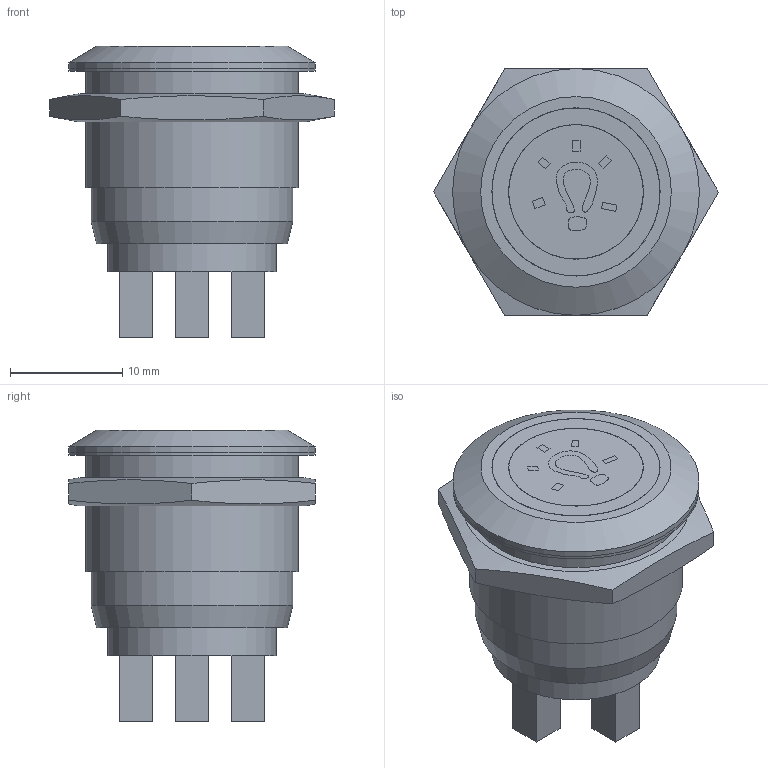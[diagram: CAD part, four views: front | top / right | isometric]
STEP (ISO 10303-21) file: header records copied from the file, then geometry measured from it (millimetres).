
FILE_DESCRIPTION(/* description */ ('Alibre Inc.'),/* implementation_level */ '2;1');
FILE_NAME(/* name */ 'export-70A9DDE0-6752-47DF-BA1E-CEE8393AFC93',/* time_stamp */ '2020-12-24T14:21:31+01:00',/* author */ (''),/* organization */ (''),/* preprocessor_version */ 'ST-DEVELOPER v17',/* originating_system */ 'Alibre',/* authorisation */ '');
FILE_SCHEMA (('CONFIG_CONTROL_DESIGN'));
Length unit declared in the file: millimetre
Bounding box: 25.4 x 22.01 x 26 mm (x, y, z)
Volume: 5877.9 mm3; surface area: 3312.8 mm2
Topology: 11 solids, 11 shells, 119 faces, 239 edges, 158 vertices
Faces by surface type: plane 100, cylinder 11, bspline 4, cone 4
Full cylindrical faces by diameter (mm): 12 x2, 15 x3, 18 x1, 19 x3, 22 x2
Entity records: 3689 total; most frequent: CARTESIAN_POINT 778, ORIENTED_EDGE 448, DIRECTION 379, EDGE_CURVE 224, VECTOR 178, LINE 178, VERTEX_POINT 158, EDGE_LOOP 156
